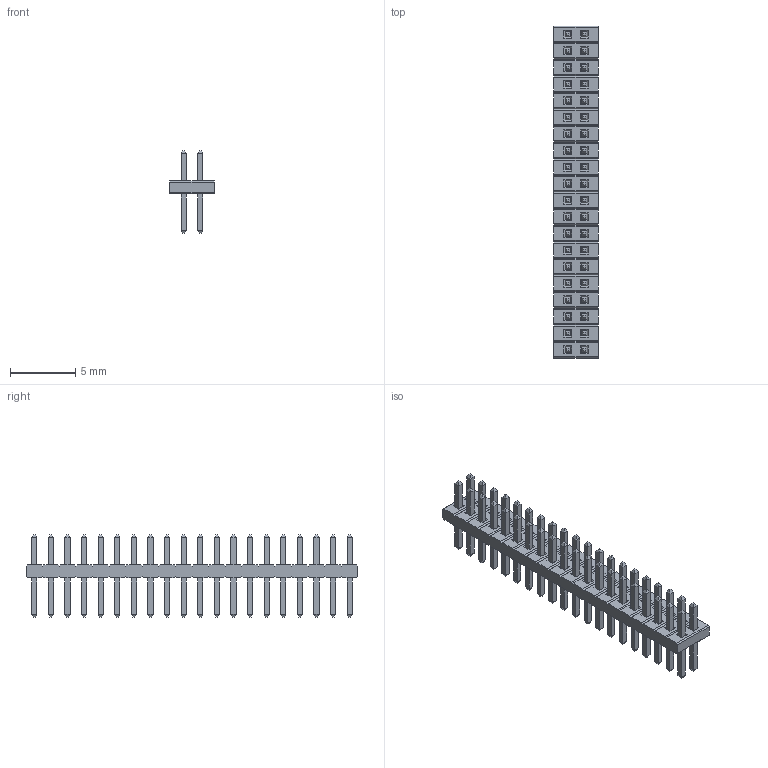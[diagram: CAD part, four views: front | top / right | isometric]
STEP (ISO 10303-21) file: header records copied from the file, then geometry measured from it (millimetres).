
FILE_DESCRIPTION((''),'2;1');
FILE_NAME('M50-350_ASM','2011-08-05T',('wbourne'),(''),'PRO/ENGINEER BY PARAMETRIC TECHNOLOGY CORPORATION, 2010280','PRO/ENGINEER BY PARAMETRIC TECHNOLOGY CORPORATION, 2010280','');
FILE_SCHEMA(('CONFIG_CONTROL_DESIGN','SHAPE_APPEARANCE_LAYERS_GROUPS'));
Length unit declared in the file: millimetre
Products named in the file (3): M50-350-MLD; M50-350-CONTACT; M50-350_ASM
Assembly tree (41 placements, depth 2):
  M50-350_ASM
    M50-350-MLD
    M50-350-CONTACT  x40
Bounding box: 3.4 x 25.4 x 6.3 mm (x, y, z)
Volume: 116.6 mm3; surface area: 682.9 mm2
Topology: 41 solids, 41 shells, 1364 faces, 3086 edges, 1844 vertices
Faces by surface type: plane 1364
Entity records: 22768 total; most frequent: CARTESIAN_POINT 3101, ORIENTED_EDGE 3052, DIRECTION 2860, PRESENTATION_STYLE_ASSIGNMENT 1537, STYLED_ITEM 1528, VECTOR 1526, LINE 1526, CURVE_STYLE 1526
